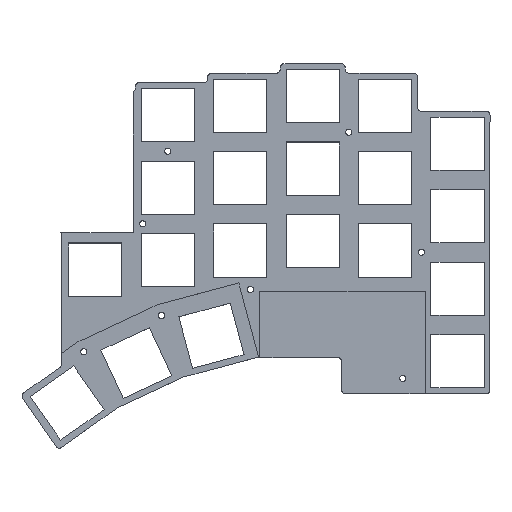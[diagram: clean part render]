
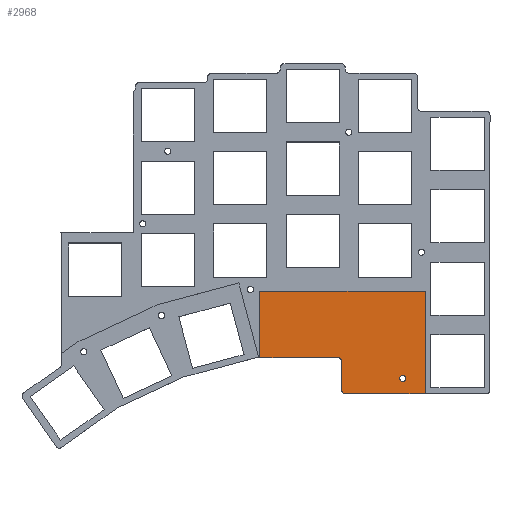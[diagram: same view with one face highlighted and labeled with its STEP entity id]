
A CAD part, top view. The second image highlights one B-rep face of the part: STEP entity #2968.
In plain terms, the highlighted planar face has unit normal (0, 0, 1).
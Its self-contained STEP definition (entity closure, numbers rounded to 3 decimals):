
#19=FACE_BOUND('',#347,.T.);
#79=PLANE('',#3135);
#200=FACE_OUTER_BOUND('',#346,.T.);
#346=EDGE_LOOP('',(#2097,#2098,#2099,#2100,#2101,#2102,#2103,#2104));
#347=EDGE_LOOP('',(#2105));
#544=LINE('',#4126,#920);
#547=LINE('',#4132,#923);
#550=LINE('',#4138,#926);
#555=LINE('',#4153,#931);
#558=LINE('',#4162,#934);
#559=LINE('',#4163,#935);
#920=VECTOR('',#3340,10.);
#923=VECTOR('',#3345,10.);
#926=VECTOR('',#3350,10.);
#931=VECTOR('',#3363,10.);
#934=VECTOR('',#3374,10.);
#935=VECTOR('',#3375,10.);
#1294=CIRCLE('',#3124,0.8);
#1296=CIRCLE('',#3130,1.);
#1298=CIRCLE('',#3134,1.);
#1350=VERTEX_POINT('',#4116);
#1353=VERTEX_POINT('',#4123);
#1354=VERTEX_POINT('',#4125);
#1356=VERTEX_POINT('',#4131);
#1358=VERTEX_POINT('',#4137);
#1361=VERTEX_POINT('',#4144);
#1362=VERTEX_POINT('',#4146);
#1364=VERTEX_POINT('',#4152);
#1366=VERTEX_POINT('',#4158);
#1639=EDGE_CURVE('',#1350,#1350,#1294,.T.);
#1642=EDGE_CURVE('',#1354,#1353,#544,.T.);
#1645=EDGE_CURVE('',#1356,#1354,#547,.T.);
#1648=EDGE_CURVE('',#1358,#1356,#550,.T.);
#1652=EDGE_CURVE('',#1362,#1361,#1296,.T.);
#1655=EDGE_CURVE('',#1364,#1362,#555,.T.);
#1658=EDGE_CURVE('',#1366,#1364,#1298,.T.);
#1660=EDGE_CURVE('',#1353,#1366,#558,.T.);
#1661=EDGE_CURVE('',#1361,#1358,#559,.T.);
#2097=ORIENTED_EDGE('',*,*,#1660,.T.);
#2098=ORIENTED_EDGE('',*,*,#1658,.T.);
#2099=ORIENTED_EDGE('',*,*,#1655,.T.);
#2100=ORIENTED_EDGE('',*,*,#1652,.T.);
#2101=ORIENTED_EDGE('',*,*,#1661,.T.);
#2102=ORIENTED_EDGE('',*,*,#1648,.T.);
#2103=ORIENTED_EDGE('',*,*,#1645,.T.);
#2104=ORIENTED_EDGE('',*,*,#1642,.T.);
#2105=ORIENTED_EDGE('',*,*,#1639,.T.);
#2968=ADVANCED_FACE('',(#200,#19),#79,.T.);
#3124=AXIS2_PLACEMENT_3D('',#4118,#3334,#3335);
#3130=AXIS2_PLACEMENT_3D('',#4147,#3357,#3358);
#3134=AXIS2_PLACEMENT_3D('',#4159,#3369,#3370);
#3135=AXIS2_PLACEMENT_3D('',#4161,#3372,#3373);
#3334=DIRECTION('center_axis',(0.,0.,-1.));
#3335=DIRECTION('ref_axis',(-1.,0.,0.));
#3340=DIRECTION('',(0.,-1.,0.));
#3345=DIRECTION('',(-1.,0.,0.));
#3350=DIRECTION('',(0.,1.,0.));
#3357=DIRECTION('center_axis',(0.,0.,1.));
#3358=DIRECTION('ref_axis',(-1.,0.,0.));
#3363=DIRECTION('',(0.,-1.,0.));
#3369=DIRECTION('center_axis',(0.,0.,-1.));
#3370=DIRECTION('ref_axis',(1.,0.,0.));
#3372=DIRECTION('center_axis',(0.,0.,1.));
#3373=DIRECTION('ref_axis',(-1.,0.,0.));
#3374=DIRECTION('',(1.,0.,0.));
#3375=DIRECTION('',(1.,0.,0.));
#4116=CARTESIAN_POINT('',(39.392,-32.178,7.51));
#4118=CARTESIAN_POINT('Origin',(38.592,-32.178,7.51));
#4123=CARTESIAN_POINT('',(1.012,-26.736,7.51));
#4125=CARTESIAN_POINT('',(1.012,-9.236,7.51));
#4126=CARTESIAN_POINT('',(1.012,-26.736,7.51));
#4131=CARTESIAN_POINT('',(44.462,-9.236,7.51));
#4132=CARTESIAN_POINT('',(22.512,-9.236,7.51));
#4137=CARTESIAN_POINT('',(44.462,-36.158,7.51));
#4138=CARTESIAN_POINT('',(44.462,-9.236,7.51));
#4144=CARTESIAN_POINT('',(23.512,-36.158,7.51));
#4146=CARTESIAN_POINT('',(22.512,-35.158,7.51));
#4147=CARTESIAN_POINT('Origin',(23.512,-35.158,7.51));
#4152=CARTESIAN_POINT('',(22.512,-27.736,7.51));
#4153=CARTESIAN_POINT('',(22.512,-36.158,7.51));
#4158=CARTESIAN_POINT('',(21.512,-26.736,7.51));
#4159=CARTESIAN_POINT('Origin',(21.512,-27.736,7.51));
#4161=CARTESIAN_POINT('Origin',(22.737,-22.697,7.51));
#4162=CARTESIAN_POINT('',(0.091,-26.736,7.51));
#4163=CARTESIAN_POINT('',(43.462,-36.158,7.51));
